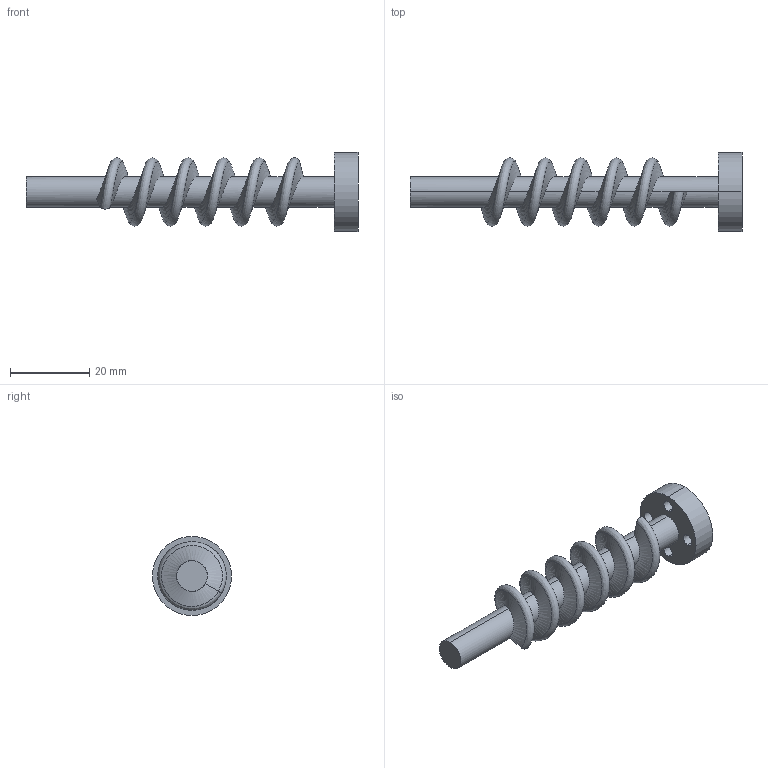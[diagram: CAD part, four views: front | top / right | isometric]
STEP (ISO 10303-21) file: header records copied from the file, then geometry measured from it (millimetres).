
FILE_DESCRIPTION (( 'STEP AP214' ), '1' );
FILE_NAME ('modified worm shaft.STEP', '2025-04-09T13:24:37', ( '' ), ( '' ), 'SwSTEP 2.0', 'SolidWorks 2022', '' );
FILE_SCHEMA (( 'AUTOMOTIVE_DESIGN' ));
Length unit declared in the file: millimetre
Products named in the file (1): modified worm shaft
Bounding box: 84 x 20 x 20 mm (x, y, z)
Volume: 8233.2 mm3; surface area: 5109.5 mm2
Topology: 1 solids, 1 shells, 34 faces, 87 edges, 57 vertices
Faces by surface type: cylinder 25, plane 6, bspline 3
Entity records: 5037 total; most frequent: CARTESIAN_POINT 4224, ORIENTED_EDGE 174, DIRECTION 147, EDGE_CURVE 87, AXIS2_PLACEMENT_3D 60, VERTEX_POINT 57, EDGE_LOOP 44, ADVANCED_FACE 34
